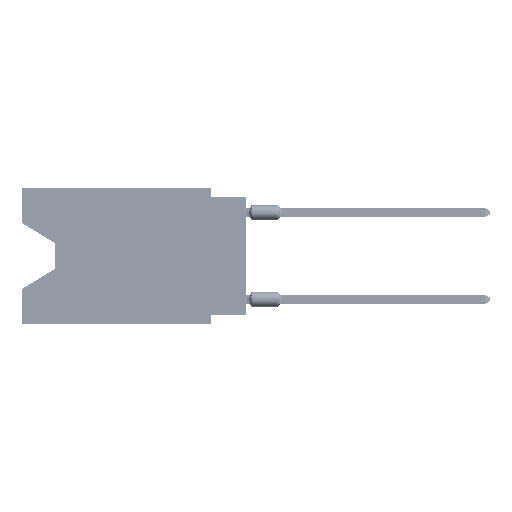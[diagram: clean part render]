
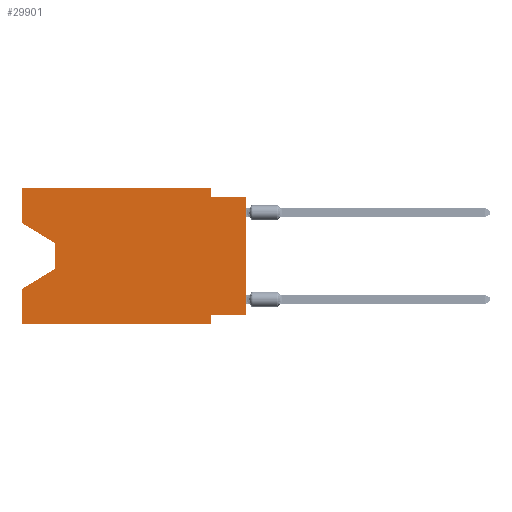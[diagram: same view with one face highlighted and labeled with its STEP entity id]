
A CAD part, left-side view. The second image highlights one B-rep face of the part: STEP entity #29901.
In plain terms, the highlighted planar face has unit normal (-1, 0, 0).
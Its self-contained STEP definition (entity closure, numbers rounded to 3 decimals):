
#1096 = CARTESIAN_POINT ( 'NONE',  ( 0., 0., 0. ) ) ;
#2223 = VECTOR ( 'NONE', #68786, 1000. ) ;
#2826 = VECTOR ( 'NONE', #20928, 1000. ) ;
#3394 = LINE ( 'NONE', #75176, #36654 ) ;
#4539 = VECTOR ( 'NONE', #39802, 1000. ) ;
#4670 = CARTESIAN_POINT ( 'NONE',  ( 0., 16.383, 0. ) ) ;
#6090 = LINE ( 'NONE', #65066, #15295 ) ;
#6977 = CARTESIAN_POINT ( 'NONE',  ( 0., 2.54, -9.271 ) ) ;
#7333 = EDGE_CURVE ( 'NONE', #83884, #20674, #42724, .T. ) ;
#7700 = CARTESIAN_POINT ( 'NONE',  ( 0., 16.383, 0. ) ) ;
#8068 = ORIENTED_EDGE ( 'NONE', *, *, #53461, .T. ) ;
#8987 = CARTESIAN_POINT ( 'NONE',  ( 0., 0., -0.635 ) ) ;
#9336 = VERTEX_POINT ( 'NONE', #16229 ) ;
#9444 = CARTESIAN_POINT ( 'NONE',  ( 0., 0., -9.271 ) ) ;
#11305 = CARTESIAN_POINT ( 'NONE',  ( 0., 2.54, 0. ) ) ;
#12538 = DIRECTION ( 'NONE',  ( 0., 0., -1. ) ) ;
#12935 = VECTOR ( 'NONE', #50563, 1000. ) ;
#13282 = CARTESIAN_POINT ( 'NONE',  ( 0., 16.383, -9.906 ) ) ;
#14691 = EDGE_CURVE ( 'NONE', #27337, #9336, #15700, .T. ) ;
#15295 = VECTOR ( 'NONE', #71034, 1000. ) ;
#15322 = VERTEX_POINT ( 'NONE', #6977 ) ;
#15700 = LINE ( 'NONE', #34501, #79947 ) ;
#16229 = CARTESIAN_POINT ( 'NONE',  ( 0., 13.97, -4.013 ) ) ;
#16825 = VERTEX_POINT ( 'NONE', #40940 ) ;
#17959 = ORIENTED_EDGE ( 'NONE', *, *, #84400, .T. ) ;
#19153 = CARTESIAN_POINT ( 'NONE',  ( 0., 16.383, 0. ) ) ;
#20674 = VERTEX_POINT ( 'NONE', #74908 ) ;
#20773 = VECTOR ( 'NONE', #27165, 1000. ) ;
#20906 = ORIENTED_EDGE ( 'NONE', *, *, #34959, .T. ) ;
#20928 = DIRECTION ( 'NONE',  ( 0., -1., 0. ) ) ;
#22227 = DIRECTION ( 'NONE',  ( 0., 1., 0. ) ) ;
#22586 = CARTESIAN_POINT ( 'NONE',  ( 0., 13.97, -5.893 ) ) ;
#22973 = ORIENTED_EDGE ( 'NONE', *, *, #30234, .F. ) ;
#23859 = ORIENTED_EDGE ( 'NONE', *, *, #29448, .F. ) ;
#27035 = LINE ( 'NONE', #71060, #32599 ) ;
#27165 = DIRECTION ( 'NONE',  ( 0., 0., 1. ) ) ;
#27337 = VERTEX_POINT ( 'NONE', #52821 ) ;
#27765 = LINE ( 'NONE', #7700, #2826 ) ;
#29208 = CARTESIAN_POINT ( 'NONE',  ( 0., 16.383, 0. ) ) ;
#29448 = EDGE_CURVE ( 'NONE', #59480, #15322, #3394, .T. ) ;
#29901 = ADVANCED_FACE ( 'NONE', ( #70023 ), #57656, .F. ) ;
#30234 = EDGE_CURVE ( 'NONE', #36030, #83884, #43352, .T. ) ;
#31654 = VERTEX_POINT ( 'NONE', #19153 ) ;
#32599 = VECTOR ( 'NONE', #12538, 1000. ) ;
#34024 = ORIENTED_EDGE ( 'NONE', *, *, #70110, .T. ) ;
#34501 = CARTESIAN_POINT ( 'NONE',  ( 0., 16.383, -2.546 ) ) ;
#34959 = EDGE_CURVE ( 'NONE', #59480, #20674, #65217, .T. ) ;
#35625 = LINE ( 'NONE', #29208, #12935 ) ;
#36030 = VERTEX_POINT ( 'NONE', #58006 ) ;
#36654 = VECTOR ( 'NONE', #22227, 1000. ) ;
#36790 = EDGE_CURVE ( 'NONE', #15322, #80384, #6090, .T. ) ;
#38650 = EDGE_CURVE ( 'NONE', #27337, #31654, #35625, .T. ) ;
#39057 = ORIENTED_EDGE ( 'NONE', *, *, #36790, .F. ) ;
#39248 = ORIENTED_EDGE ( 'NONE', *, *, #14691, .T. ) ;
#39802 = DIRECTION ( 'NONE',  ( 0., -1., 0. ) ) ;
#40940 = CARTESIAN_POINT ( 'NONE',  ( 0., 16.383, -7.36 ) ) ;
#41750 = DIRECTION ( 'NONE',  ( 0., -0.855, -0.519 ) ) ;
#42386 = VECTOR ( 'NONE', #73017, 1000. ) ;
#42724 = LINE ( 'NONE', #8987, #2223 ) ;
#42955 = ORIENTED_EDGE ( 'NONE', *, *, #73352, .F. ) ;
#43352 = LINE ( 'NONE', #11305, #55712 ) ;
#44953 = CARTESIAN_POINT ( 'NONE',  ( 0., 2.54, -9.906 ) ) ;
#47060 = LINE ( 'NONE', #53905, #4539 ) ;
#47593 = CARTESIAN_POINT ( 'NONE',  ( 0., 2.54, -0.635 ) ) ;
#49347 = DIRECTION ( 'NONE',  ( 0., 0., -1. ) ) ;
#49492 = EDGE_CURVE ( 'NONE', #77544, #16825, #61355, .T. ) ;
#50563 = DIRECTION ( 'NONE',  ( 0., 0., 1. ) ) ;
#50648 = CARTESIAN_POINT ( 'NONE',  ( 0., 13.97, -5.893 ) ) ;
#52821 = CARTESIAN_POINT ( 'NONE',  ( 0., 16.383, -2.546 ) ) ;
#53461 = EDGE_CURVE ( 'NONE', #60492, #16825, #54240, .T. ) ;
#53905 = CARTESIAN_POINT ( 'NONE',  ( 0., 16.383, -9.906 ) ) ;
#54240 = LINE ( 'NONE', #22586, #42386 ) ;
#55712 = VECTOR ( 'NONE', #49347, 1000. ) ;
#57656 = PLANE ( 'NONE',  #65397 ) ;
#58006 = CARTESIAN_POINT ( 'NONE',  ( 0., 2.54, 0. ) ) ;
#59480 = VERTEX_POINT ( 'NONE', #9444 ) ;
#60492 = VERTEX_POINT ( 'NONE', #50648 ) ;
#61355 = LINE ( 'NONE', #81822, #66687 ) ;
#65066 = CARTESIAN_POINT ( 'NONE',  ( 0., 2.54, -9.906 ) ) ;
#65217 = LINE ( 'NONE', #1096, #20773 ) ;
#65397 = AXIS2_PLACEMENT_3D ( 'NONE', #4670, #82864, #71292 ) ;
#66687 = VECTOR ( 'NONE', #75002, 1000. ) ;
#68786 = DIRECTION ( 'NONE',  ( 0., -1., 0. ) ) ;
#69768 = ORIENTED_EDGE ( 'NONE', *, *, #7333, .F. ) ;
#70023 = FACE_OUTER_BOUND ( 'NONE', #80212, .T. ) ;
#70110 = EDGE_CURVE ( 'NONE', #9336, #60492, #27035, .T. ) ;
#71034 = DIRECTION ( 'NONE',  ( 0., 0., -1. ) ) ;
#71060 = CARTESIAN_POINT ( 'NONE',  ( 0., 13.97, -4.013 ) ) ;
#71292 = DIRECTION ( 'NONE',  ( 0., 0., -1. ) ) ;
#73017 = DIRECTION ( 'NONE',  ( 0., 0.855, -0.519 ) ) ;
#73352 = EDGE_CURVE ( 'NONE', #31654, #36030, #27765, .T. ) ;
#74908 = CARTESIAN_POINT ( 'NONE',  ( 0., 0., -0.635 ) ) ;
#75002 = DIRECTION ( 'NONE',  ( 0., 0., 1. ) ) ;
#75176 = CARTESIAN_POINT ( 'NONE',  ( 0., 0., -9.271 ) ) ;
#77032 = ORIENTED_EDGE ( 'NONE', *, *, #38650, .F. ) ;
#77544 = VERTEX_POINT ( 'NONE', #13282 ) ;
#79947 = VECTOR ( 'NONE', #41750, 1000. ) ;
#80212 = EDGE_LOOP ( 'NONE', ( #39248, #34024, #8068, #81334, #17959, #39057, #23859, #20906, #69768, #22973, #42955, #77032 ) ) ;
#80384 = VERTEX_POINT ( 'NONE', #44953 ) ;
#81334 = ORIENTED_EDGE ( 'NONE', *, *, #49492, .F. ) ;
#81822 = CARTESIAN_POINT ( 'NONE',  ( 0., 16.383, 0. ) ) ;
#82864 = DIRECTION ( 'NONE',  ( 1., 0., 0. ) ) ;
#83884 = VERTEX_POINT ( 'NONE', #47593 ) ;
#84400 = EDGE_CURVE ( 'NONE', #77544, #80384, #47060, .T. ) ;
